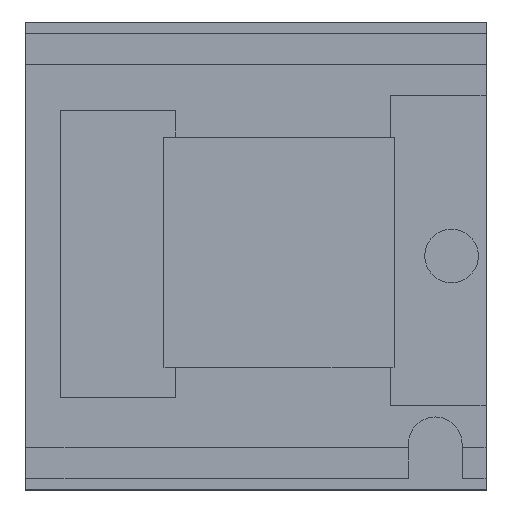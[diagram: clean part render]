
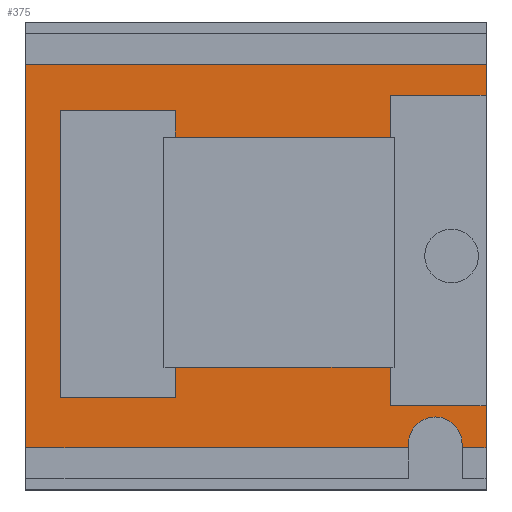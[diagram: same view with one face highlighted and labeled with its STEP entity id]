
A CAD part, top view. The second image highlights one B-rep face of the part: STEP entity #375.
In plain terms, the highlighted planar face has unit normal (0, 0, 1).
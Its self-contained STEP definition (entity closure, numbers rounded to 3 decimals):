
#127 = VERTEX_POINT('',#128);
#128 = CARTESIAN_POINT('',(5.5,-5.,-0.8));
#134 = EDGE_CURVE('',#127,#135,#137,.T.);
#135 = VERTEX_POINT('',#136);
#136 = CARTESIAN_POINT('',(5.5,-3.9,-0.8));
#137 = LINE('',#138,#139);
#138 = CARTESIAN_POINT('',(5.5,5.55,-0.8));
#139 = VECTOR('',#140,1.);
#140 = DIRECTION('',(0.,1.,0.));
#159 = VERTEX_POINT('',#160);
#160 = CARTESIAN_POINT('',(5.5,4.2,-0.8));
#166 = EDGE_CURVE('',#159,#167,#169,.T.);
#167 = VERTEX_POINT('',#168);
#168 = CARTESIAN_POINT('',(5.5,5.,-0.8));
#169 = LINE('',#170,#171);
#170 = CARTESIAN_POINT('',(5.5,5.55,-0.8));
#171 = VECTOR('',#172,1.);
#172 = DIRECTION('',(0.,1.,0.));
#248 = VERTEX_POINT('',#249);
#249 = CARTESIAN_POINT('',(-6.5,5.,-0.8));
#255 = EDGE_CURVE('',#256,#248,#258,.T.);
#256 = VERTEX_POINT('',#257);
#257 = CARTESIAN_POINT('',(-6.5,-5.,-0.8));
#258 = LINE('',#259,#260);
#259 = CARTESIAN_POINT('',(-6.5,-5.,-0.8));
#260 = VECTOR('',#261,1.);
#261 = DIRECTION('',(0.,1.,0.));
#364 = EDGE_CURVE('',#248,#167,#365,.T.);
#365 = LINE('',#366,#367);
#366 = CARTESIAN_POINT('',(-6.5,5.,-0.8));
#367 = VECTOR('',#368,1.);
#368 = DIRECTION('',(1.,0.,0.));
#375 = ADVANCED_FACE('',(#376),#507,.T.);
#376 = FACE_BOUND('',#377,.T.);
#377 = EDGE_LOOP('',(#378,#379,#380,#388,#396,#405,#413,#419,#420,#428,
    #436,#444,#452,#460,#468,#476,#484,#492,#500,#506));
#378 = ORIENTED_EDGE('',*,*,#364,.F.);
#379 = ORIENTED_EDGE('',*,*,#255,.F.);
#380 = ORIENTED_EDGE('',*,*,#381,.F.);
#381 = EDGE_CURVE('',#382,#256,#384,.T.);
#382 = VERTEX_POINT('',#383);
#383 = CARTESIAN_POINT('',(3.475,-5.,-0.8));
#384 = LINE('',#385,#386);
#385 = CARTESIAN_POINT('',(6.5,-5.,-0.8));
#386 = VECTOR('',#387,1.);
#387 = DIRECTION('',(-1.,0.,0.));
#388 = ORIENTED_EDGE('',*,*,#389,.T.);
#389 = EDGE_CURVE('',#382,#390,#392,.T.);
#390 = VERTEX_POINT('',#391);
#391 = CARTESIAN_POINT('',(3.475,-4.9,-0.8));
#392 = LINE('',#393,#394);
#393 = CARTESIAN_POINT('',(3.475,-5.,-0.8));
#394 = VECTOR('',#395,1.);
#395 = DIRECTION('',(0.,1.,0.));
#396 = ORIENTED_EDGE('',*,*,#397,.F.);
#397 = EDGE_CURVE('',#398,#390,#400,.T.);
#398 = VERTEX_POINT('',#399);
#399 = CARTESIAN_POINT('',(4.875,-4.9,-0.8));
#400 = CIRCLE('',#401,0.7);
#401 = AXIS2_PLACEMENT_3D('',#402,#403,#404);
#402 = CARTESIAN_POINT('',(4.175,-4.9,-0.8));
#403 = DIRECTION('',(0.,0.,1.));
#404 = DIRECTION('',(1.,0.,0.));
#405 = ORIENTED_EDGE('',*,*,#406,.F.);
#406 = EDGE_CURVE('',#407,#398,#409,.T.);
#407 = VERTEX_POINT('',#408);
#408 = CARTESIAN_POINT('',(4.875,-5.,-0.8));
#409 = LINE('',#410,#411);
#410 = CARTESIAN_POINT('',(4.875,-5.,-0.8));
#411 = VECTOR('',#412,1.);
#412 = DIRECTION('',(0.,1.,0.));
#413 = ORIENTED_EDGE('',*,*,#414,.F.);
#414 = EDGE_CURVE('',#127,#407,#415,.T.);
#415 = LINE('',#416,#417);
#416 = CARTESIAN_POINT('',(6.5,-5.,-0.8));
#417 = VECTOR('',#418,1.);
#418 = DIRECTION('',(-1.,0.,0.));
#419 = ORIENTED_EDGE('',*,*,#134,.T.);
#420 = ORIENTED_EDGE('',*,*,#421,.T.);
#421 = EDGE_CURVE('',#135,#422,#424,.T.);
#422 = VERTEX_POINT('',#423);
#423 = CARTESIAN_POINT('',(3.,-3.9,-0.8));
#424 = LINE('',#425,#426);
#425 = CARTESIAN_POINT('',(6.,-3.9,-0.8));
#426 = VECTOR('',#427,1.);
#427 = DIRECTION('',(-1.,0.,0.));
#428 = ORIENTED_EDGE('',*,*,#429,.T.);
#429 = EDGE_CURVE('',#422,#430,#432,.T.);
#430 = VERTEX_POINT('',#431);
#431 = CARTESIAN_POINT('',(3.,-2.9,-0.8));
#432 = LINE('',#433,#434);
#433 = CARTESIAN_POINT('',(3.,-3.9,-0.8));
#434 = VECTOR('',#435,1.);
#435 = DIRECTION('',(0.,1.,0.));
#436 = ORIENTED_EDGE('',*,*,#437,.T.);
#437 = EDGE_CURVE('',#430,#438,#440,.T.);
#438 = VERTEX_POINT('',#439);
#439 = CARTESIAN_POINT('',(-2.6,-2.9,-0.8));
#440 = LINE('',#441,#442);
#441 = CARTESIAN_POINT('',(3.1,-2.9,-0.8));
#442 = VECTOR('',#443,1.);
#443 = DIRECTION('',(-1.,0.,0.));
#444 = ORIENTED_EDGE('',*,*,#445,.T.);
#445 = EDGE_CURVE('',#438,#446,#448,.T.);
#446 = VERTEX_POINT('',#447);
#447 = CARTESIAN_POINT('',(-2.6,-3.7,-0.8));
#448 = LINE('',#449,#450);
#449 = CARTESIAN_POINT('',(-2.6,3.8,-0.8));
#450 = VECTOR('',#451,1.);
#451 = DIRECTION('',(0.,-1.,0.));
#452 = ORIENTED_EDGE('',*,*,#453,.T.);
#453 = EDGE_CURVE('',#446,#454,#456,.T.);
#454 = VERTEX_POINT('',#455);
#455 = CARTESIAN_POINT('',(-5.6,-3.7,-0.8));
#456 = LINE('',#457,#458);
#457 = CARTESIAN_POINT('',(-2.6,-3.7,-0.8));
#458 = VECTOR('',#459,1.);
#459 = DIRECTION('',(-1.,0.,0.));
#460 = ORIENTED_EDGE('',*,*,#461,.T.);
#461 = EDGE_CURVE('',#454,#462,#464,.T.);
#462 = VERTEX_POINT('',#463);
#463 = CARTESIAN_POINT('',(-5.6,3.8,-0.8));
#464 = LINE('',#465,#466);
#465 = CARTESIAN_POINT('',(-5.6,-3.7,-0.8));
#466 = VECTOR('',#467,1.);
#467 = DIRECTION('',(0.,1.,0.));
#468 = ORIENTED_EDGE('',*,*,#469,.T.);
#469 = EDGE_CURVE('',#462,#470,#472,.T.);
#470 = VERTEX_POINT('',#471);
#471 = CARTESIAN_POINT('',(-2.6,3.8,-0.8));
#472 = LINE('',#473,#474);
#473 = CARTESIAN_POINT('',(-5.6,3.8,-0.8));
#474 = VECTOR('',#475,1.);
#475 = DIRECTION('',(1.,0.,0.));
#476 = ORIENTED_EDGE('',*,*,#477,.T.);
#477 = EDGE_CURVE('',#470,#478,#480,.T.);
#478 = VERTEX_POINT('',#479);
#479 = CARTESIAN_POINT('',(-2.6,3.1,-0.8));
#480 = LINE('',#481,#482);
#481 = CARTESIAN_POINT('',(-2.6,3.8,-0.8));
#482 = VECTOR('',#483,1.);
#483 = DIRECTION('',(0.,-1.,0.));
#484 = ORIENTED_EDGE('',*,*,#485,.T.);
#485 = EDGE_CURVE('',#478,#486,#488,.T.);
#486 = VERTEX_POINT('',#487);
#487 = CARTESIAN_POINT('',(3.,3.1,-0.8));
#488 = LINE('',#489,#490);
#489 = CARTESIAN_POINT('',(-2.9,3.1,-0.8));
#490 = VECTOR('',#491,1.);
#491 = DIRECTION('',(1.,0.,0.));
#492 = ORIENTED_EDGE('',*,*,#493,.T.);
#493 = EDGE_CURVE('',#486,#494,#496,.T.);
#494 = VERTEX_POINT('',#495);
#495 = CARTESIAN_POINT('',(3.,4.2,-0.8));
#496 = LINE('',#497,#498);
#497 = CARTESIAN_POINT('',(3.,-3.9,-0.8));
#498 = VECTOR('',#499,1.);
#499 = DIRECTION('',(0.,1.,0.));
#500 = ORIENTED_EDGE('',*,*,#501,.T.);
#501 = EDGE_CURVE('',#494,#159,#502,.T.);
#502 = LINE('',#503,#504);
#503 = CARTESIAN_POINT('',(3.,4.2,-0.8));
#504 = VECTOR('',#505,1.);
#505 = DIRECTION('',(1.,0.,0.));
#506 = ORIENTED_EDGE('',*,*,#166,.T.);
#507 = PLANE('',#508);
#508 = AXIS2_PLACEMENT_3D('',#509,#510,#511);
#509 = CARTESIAN_POINT('',(-6.5,5.,-0.8));
#510 = DIRECTION('',(0.,0.,1.));
#511 = DIRECTION('',(1.,0.,0.));
